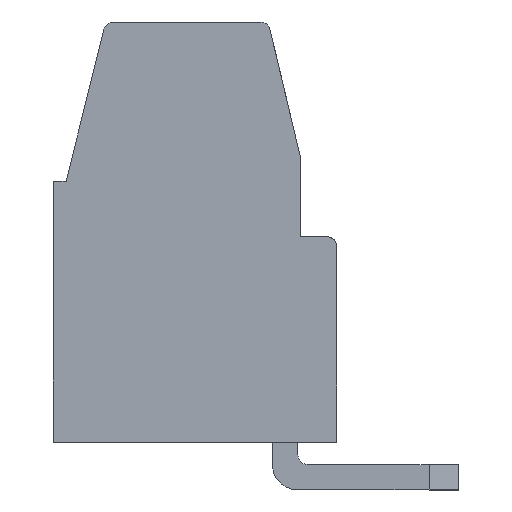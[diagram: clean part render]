
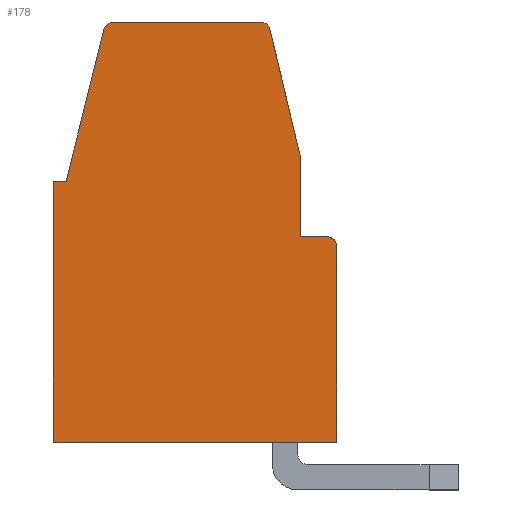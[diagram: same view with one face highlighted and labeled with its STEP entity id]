
A CAD part, left-side view. The second image highlights one B-rep face of the part: STEP entity #178.
In plain terms, the highlighted planar face has unit normal (-1, 0, 0).
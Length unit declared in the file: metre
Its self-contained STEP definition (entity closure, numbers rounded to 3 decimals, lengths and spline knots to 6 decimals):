
#178=ADVANCED_FACE('',(#483),#484,.F.);
#483=FACE_OUTER_BOUND('',#917,.T.);
#484=PLANE('',#918);
#917=EDGE_LOOP('',(#1426,#1427,#1428,#1429,#1430,#1431,#1432,#1433,#1434,#1435,#1436,#1437));
#918=AXIS2_PLACEMENT_3D('',#1438,#1439,#1440);
#1426=ORIENTED_EDGE('',*,*,#2688,.T.);
#1427=ORIENTED_EDGE('',*,*,#2689,.F.);
#1428=ORIENTED_EDGE('',*,*,#2683,.F.);
#1429=ORIENTED_EDGE('',*,*,#2690,.F.);
#1430=ORIENTED_EDGE('',*,*,#2691,.F.);
#1431=ORIENTED_EDGE('',*,*,#2632,.F.);
#1432=ORIENTED_EDGE('',*,*,#2692,.F.);
#1433=ORIENTED_EDGE('',*,*,#2653,.T.);
#1434=ORIENTED_EDGE('',*,*,#2693,.F.);
#1435=ORIENTED_EDGE('',*,*,#2694,.F.);
#1436=ORIENTED_EDGE('',*,*,#2695,.T.);
#1437=ORIENTED_EDGE('',*,*,#2696,.T.);
#1438=CARTESIAN_POINT('',(0.13,-0.172857,-0.012968));
#1439=DIRECTION('',(1.0,0.0,0.0));
#1440=DIRECTION('',(0.0,1.0,-0.0));
#2632=EDGE_CURVE('',#3150,#3145,#3152,.T.);
#2653=EDGE_CURVE('',#3192,#3190,#3193,.T.);
#2683=EDGE_CURVE('',#3243,#3244,#3245,.T.);
#2688=EDGE_CURVE('',#3252,#3253,#3254,.T.);
#2689=EDGE_CURVE('',#3244,#3253,#3255,.T.);
#2690=EDGE_CURVE('',#3256,#3243,#3257,.F.);
#2691=EDGE_CURVE('',#3145,#3256,#3258,.T.);
#2692=EDGE_CURVE('',#3192,#3150,#3259,.T.);
#2693=EDGE_CURVE('',#3260,#3190,#3261,.T.);
#2694=EDGE_CURVE('',#3262,#3260,#3263,.F.);
#2695=EDGE_CURVE('',#3262,#3264,#3265,.T.);
#2696=EDGE_CURVE('',#3264,#3252,#3266,.F.);
#3145=VERTEX_POINT('',#3941);
#3150=VERTEX_POINT('',#3948);
#3152=LINE('',#3951,#3952);
#3190=VERTEX_POINT('',#4016);
#3192=VERTEX_POINT('',#4019);
#3193=LINE('',#4020,#4021);
#3243=VERTEX_POINT('',#4202);
#3244=VERTEX_POINT('',#4203);
#3245=B_SPLINE_CURVE_WITH_KNOTS('',3,(#4204,#4205,#4206,#4207,#4208,#4209),.UNSPECIFIED.,.F.,.F.,(4,2,4),(0.0,0.5,1.0),.UNSPECIFIED.);
#3252=VERTEX_POINT('',#4222);
#3253=VERTEX_POINT('',#4223);
#3254=LINE('',#4224,#4225);
#3255=LINE('',#4226,#4227);
#3256=VERTEX_POINT('',#4228);
#3257=LINE('',#4229,#4230);
#3258=LINE('',#4231,#4232);
#3259=B_SPLINE_CURVE_WITH_KNOTS('',3,(#4233,#4234,#4235,#4236,#4237,#4238),.UNSPECIFIED.,.F.,.F.,(4,2,4),(0.0,0.5,1.0),.UNSPECIFIED.);
#3260=VERTEX_POINT('',#4239);
#3261=B_SPLINE_CURVE_WITH_KNOTS('',3,(#4240,#4241,#4242,#4243,#4244,#4245),.UNSPECIFIED.,.F.,.F.,(4,2,4),(0.0,0.5,1.0),.UNSPECIFIED.);
#3262=VERTEX_POINT('',#4246);
#3263=LINE('',#4247,#4248);
#3264=VERTEX_POINT('',#4249);
#3265=LINE('',#4250,#4251);
#3266=LINE('',#4252,#4253);
#3941=CARTESIAN_POINT('',(0.13,-0.176157,-0.003968));
#3948=CARTESIAN_POINT('',(0.13,-0.175212,0.000002));
#3951=CARTESIAN_POINT('',(0.13,-0.175212,0.000002));
#3952=VECTOR('',#5284,1.0);
#4016=CARTESIAN_POINT('',(0.13,-0.170297,0.000232));
#4019=CARTESIAN_POINT('',(0.13,-0.17492,0.000232));
#4020=CARTESIAN_POINT('',(0.13,-0.186512,0.000232));
#4021=VECTOR('',#5315,1.0);
#4202=CARTESIAN_POINT('',(0.13,-0.177007,-0.006518));
#4203=CARTESIAN_POINT('',(0.13,-0.177307,-0.006818));
#4204=CARTESIAN_POINT('',(0.13,-0.177007,-0.006518));
#4205=CARTESIAN_POINT('',(0.13,-0.177086,-0.006518));
#4206=CARTESIAN_POINT('',(0.13,-0.177164,-0.00655));
#4207=CARTESIAN_POINT('',(0.13,-0.177275,-0.006661));
#4208=CARTESIAN_POINT('',(0.13,-0.177307,-0.006739));
#4209=CARTESIAN_POINT('',(0.13,-0.177307,-0.006818));
#4222=CARTESIAN_POINT('',(0.13,-0.168409,-0.012967));
#4223=CARTESIAN_POINT('',(0.13,-0.177307,-0.012967));
#4224=CARTESIAN_POINT('',(0.13,-0.172283,-0.012967));
#4225=VECTOR('',#5334,1.0);
#4226=CARTESIAN_POINT('',(0.13,-0.177307,-0.012968));
#4227=VECTOR('',#5335,1.0);
#4228=CARTESIAN_POINT('',(0.13,-0.176157,-0.006518));
#4229=CARTESIAN_POINT('',(0.13,-0.176157,-0.006518));
#4230=VECTOR('',#5336,1.0);
#4231=CARTESIAN_POINT('',(0.13,-0.176157,-0.003968));
#4232=VECTOR('',#5337,1.0);
#4233=CARTESIAN_POINT('',(0.13,-0.17492,0.000232));
#4234=CARTESIAN_POINT('',(0.13,-0.174987,0.000232));
#4235=CARTESIAN_POINT('',(0.13,-0.175054,0.000209));
#4236=CARTESIAN_POINT('',(0.13,-0.175159,0.000126));
#4237=CARTESIAN_POINT('',(0.13,-0.175197,0.000067));
#4238=CARTESIAN_POINT('',(0.13,-0.175212,0.000002));
#4239=CARTESIAN_POINT('',(0.13,-0.17,0.));
#4240=CARTESIAN_POINT('',(0.13,-0.17,0.));
#4241=CARTESIAN_POINT('',(0.13,-0.170016,0.000066));
#4242=CARTESIAN_POINT('',(0.13,-0.170055,0.000126));
#4243=CARTESIAN_POINT('',(0.13,-0.170162,0.000209));
#4244=CARTESIAN_POINT('',(0.13,-0.170229,0.000232));
#4245=CARTESIAN_POINT('',(0.13,-0.170297,0.000232));
#4246=CARTESIAN_POINT('',(0.13,-0.168814,-0.004771));
#4247=CARTESIAN_POINT('',(0.13,-0.170063,0.000255));
#4248=VECTOR('',#5338,1.0);
#4249=CARTESIAN_POINT('',(0.13,-0.168409,-0.004771));
#4250=CARTESIAN_POINT('',(0.13,-0.172857,-0.004771));
#4251=VECTOR('',#5339,1.0);
#4252=CARTESIAN_POINT('',(0.13,-0.168409,-0.012968));
#4253=VECTOR('',#5340,1.0);
#5284=DIRECTION('',(0.0,-0.232,-0.973));
#5315=DIRECTION('',(0.0,1.0,0.0));
#5334=DIRECTION('',(0.0,-1.0,0.0));
#5335=DIRECTION('',(0.0,-0.0,-1.0));
#5336=DIRECTION('',(0.0,1.0,-0.0));
#5337=DIRECTION('',(0.0,-0.0,-1.0));
#5338=DIRECTION('',(0.0,0.241,-0.97));
#5339=DIRECTION('',(0.0,1.0,-0.0));
#5340=DIRECTION('',(-0.0,0.0,1.0));
